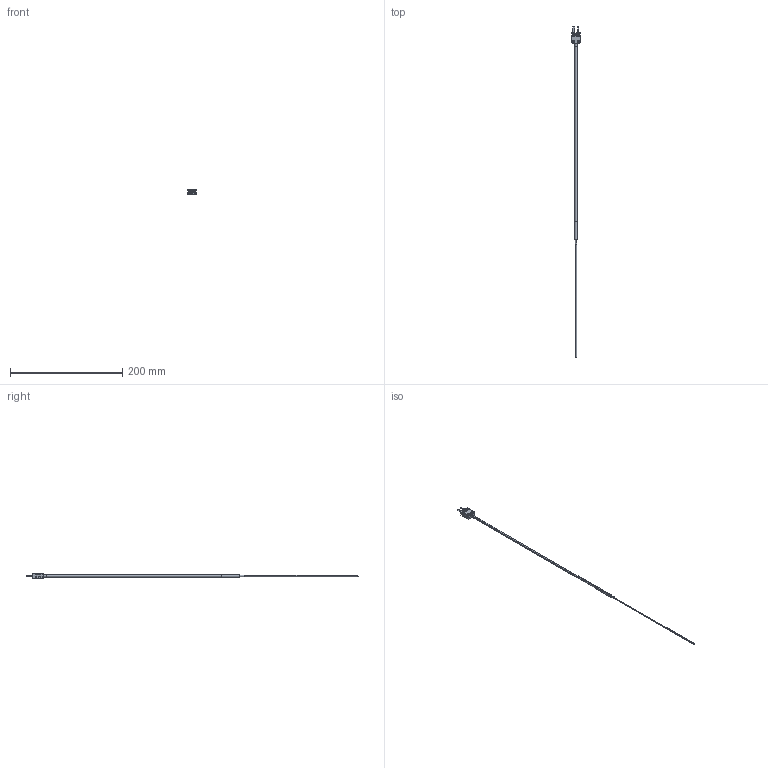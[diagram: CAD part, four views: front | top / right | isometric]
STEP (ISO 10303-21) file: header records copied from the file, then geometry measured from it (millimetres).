
FILE_DESCRIPTION (( 'STEP AP214' ), '1' );
FILE_NAME ('16-0001-ALMC.STEP', '2024-06-10T10:43:49', ( '' ), ( '' ), 'SwSTEP 2.0', 'SolidWorks 2022', '' );
FILE_SCHEMA (( 'AUTOMOTIVE_DESIGN' ));
Length unit declared in the file: millimetre
Products named in the file (11): AGL; Deckel_Standard; pan head cross recess screw_din_ISO 7045 - M2.5 x 5 - Z --- 5N; Koerper; Minus; 26-110103-39-22; 16-0001-ALMC; MSC_Standard; Plus; Mini quetchhülse 3,8; 16-0102xx-BL20_D2
Assembly tree (11 placements, depth 3):
  16-0001-ALMC
    MSC_Standard
      Deckel_Standard
      Koerper
      Plus
      Minus
      pan head cross recess screw_din_ISO 7045 - M2.5 x 5 - Z --- 5N  x2
    16-0102xx-BL20_D2
    26-110103-39-22
    AGL
    Mini quetchhülse 3,8
Bounding box: 16 x 591.6 x 8 mm (x, y, z)
Volume: 5861.3 mm3; surface area: 12243.6 mm2
Topology: 10 solids, 10 shells, 291 faces, 727 edges, 463 vertices
Faces by surface type: plane 160, cylinder 89, cone 28, torus 8, sphere 6
Entity records: 7939 total; most frequent: DIRECTION 1368, CARTESIAN_POINT 1332, ORIENTED_EDGE 1242, EDGE_CURVE 621, AXIS2_PLACEMENT_3D 499, VERTEX_POINT 403, LINE 370, VECTOR 370
